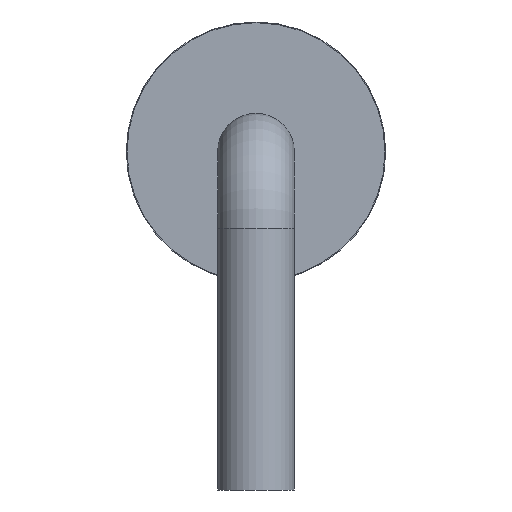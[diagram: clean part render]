
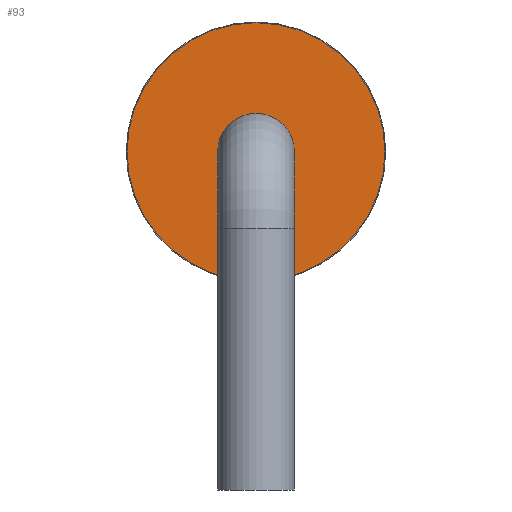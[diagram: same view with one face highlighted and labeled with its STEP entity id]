
A CAD part, left-side view. The second image highlights one B-rep face of the part: STEP entity #93.
In plain terms, the highlighted planar face has unit normal (-1, 0, 0).
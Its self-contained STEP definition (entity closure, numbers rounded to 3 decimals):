
#13=DIRECTION('',(1.,0.,0.));
#34=DIRECTION('',(1.,0.,0.));
#80=VERTEX_POINT('',#81);
#81=CARTESIAN_POINT('',(1.9,0.,1.8));
#85=EDGE_CURVE('',#80,#80,#86,.T.);
#86=CIRCLE('',#87,0.55);
#87=AXIS2_PLACEMENT_3D('',#88,#34,#89);
#88=CARTESIAN_POINT('',(1.9,0.,2.35));
#89=DIRECTION('',(0.,0.,-1.));
#93=ADVANCED_FACE('',(#94,#104),#107,.F.);
#94=FACE_BOUND('',#95,.T.);
#95=EDGE_LOOP('',(#96));
#96=ORIENTED_EDGE('',*,*,#97,.F.);
#97=EDGE_CURVE('',#98,#98,#100,.T.);
#98=VERTEX_POINT('',#99);
#99=CARTESIAN_POINT('',(1.9,0.,4.2));
#100=CIRCLE('',#101,1.85);
#101=AXIS2_PLACEMENT_3D('',#102,#13,#103);
#102=CARTESIAN_POINT('',(1.9,0.,2.35));
#103=DIRECTION('',(0.,0.,1.));
#104=FACE_BOUND('',#105,.T.);
#105=EDGE_LOOP('',(#106));
#106=ORIENTED_EDGE('',*,*,#85,.T.);
#107=PLANE('',#108);
#108=AXIS2_PLACEMENT_3D('',#102,#34,#103);
